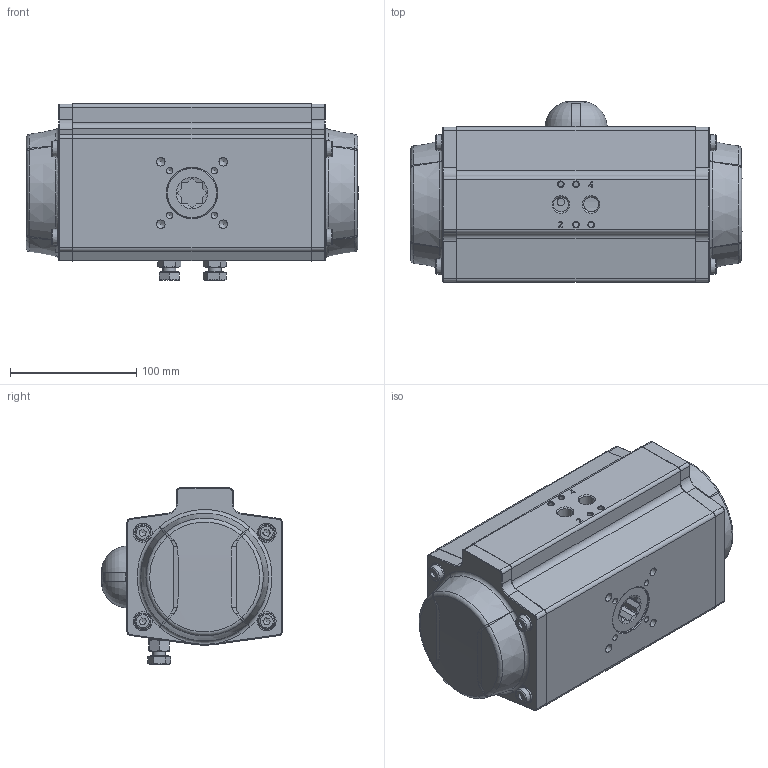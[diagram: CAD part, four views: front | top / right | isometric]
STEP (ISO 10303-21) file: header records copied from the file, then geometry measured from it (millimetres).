
FILE_DESCRIPTION(/* description */ (''),/* implementation_level */ '2;1');
FILE_NAME(/* name */ 'GTEA095装配体-231010',/* time_stamp */ '2024-11-25T16:24:36+08:00',/* author */ ('Xiaofan.Zhang'),/* organization */ ('Rotork'),/* preprocessor_version */ 'ST-DEVELOPER v18.102',/* originating_system */ 'Solid Edge',/* authorisation */ 'Unknown');
FILE_SCHEMA (('AUTOMOTIVE_DESIGN {1 0 10303 214 3 1 1}'));
Length unit declared in the file: millimetre
Products named in the file (1): GTEA095蚾饜极-2310
Bounding box: 262.85 x 143.04 x 139.4 mm (x, y, z)
Surface area: 171399 mm2 (no closed solid volume)
Topology: 0 solids, 35 shells, 484 faces, 1551 edges, 1085 vertices
Faces by surface type: plane 170, cylinder 144, cone 82, torus 48, bspline 38, sphere 2
Full cylindrical faces by diameter (mm): 4.2 x8, 5 x5, 6.8 x4, 10 x2, 11.8 x2, 12.9 x8, 15 x8, 40 x1
Entity records: 19468 total; most frequent: CARTESIAN_POINT 6355, DIRECTION 2584, ORIENTED_EDGE 2439, EDGE_CURVE 1425, VERTEX_POINT 1067, AXIS2_PLACEMENT_3D 1041, FACE_BOUND 665, EDGE_LOOP 644
